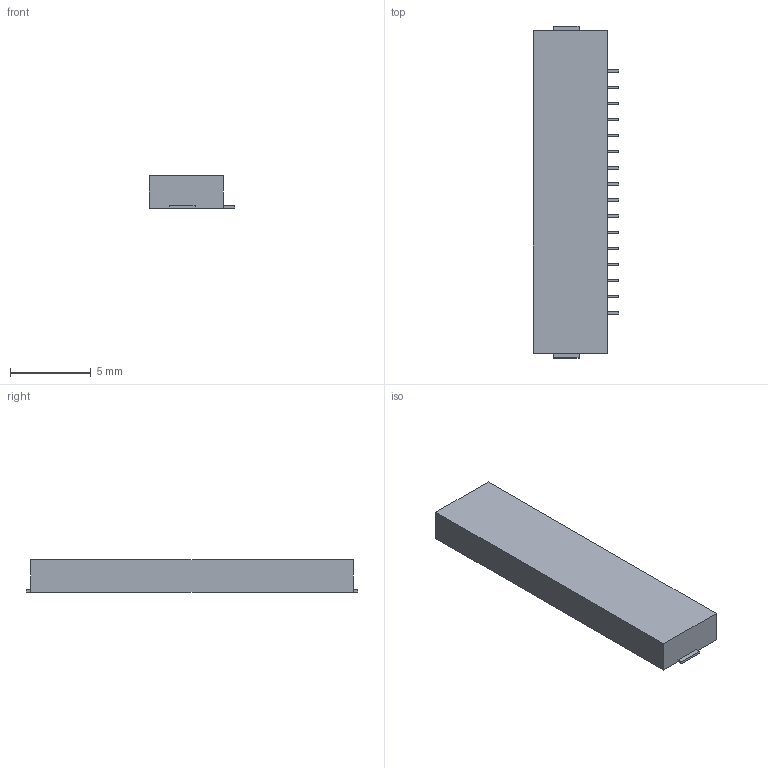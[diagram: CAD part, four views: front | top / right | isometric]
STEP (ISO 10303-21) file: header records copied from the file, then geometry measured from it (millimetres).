
FILE_DESCRIPTION(('FreeCAD Model'),'2;1');
FILE_NAME('Open CASCADE Shape Model','2023-01-09T14:39:04',(''),(''), 'Open CASCADE STEP processor 7.6','FreeCAD','Unknown');
FILE_SCHEMA(('AUTOMOTIVE_DESIGN { 1 0 10303 214 1 1 1 1 }'));
Length unit declared in the file: millimetre
Products named in the file (20): Unnamed; Body; Pin 001; Pin 002; Pin 003; Pin 004; Pin 005; Pin 006; Pin 007; Pin 008; Pin 009; Pin 010; Pin 011; Pin 012; Pin 013; Pin 014; Pin 015; Pin 016; Left mounting; Right mounting
Assembly tree (19 placements, depth 2):
  Unnamed
    Body
    Pin 001
    Pin 002
    Pin 003
    Pin 004
    Pin 005
    Pin 006
    Pin 007
    Pin 008
    Pin 009
    Pin 010
    Pin 011
    Pin 012
    Pin 013
    Pin 014
    Pin 015
    Pin 016
    Left mounting
    Right mounting
Bounding box: 5.32 x 20.6 x 2 mm (x, y, z)
Volume: 184.4 mm3; surface area: 293.1 mm2
Topology: 19 solids, 19 shells, 114 faces, 228 edges, 152 vertices
Faces by surface type: plane 114
Entity records: 3400 total; most frequent: CARTESIAN_POINT 514, DIRECTION 496, ORIENTED_EDGE 456, EDGE_CURVE 228, LINE 228, VECTOR 228, VERTEX_POINT 152, AXIS2_PLACEMENT_3D 134
